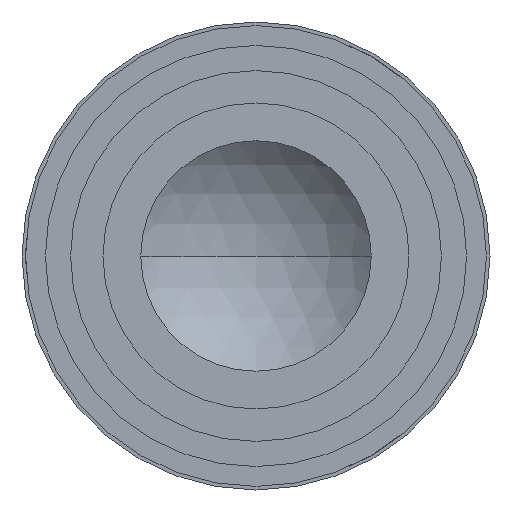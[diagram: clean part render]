
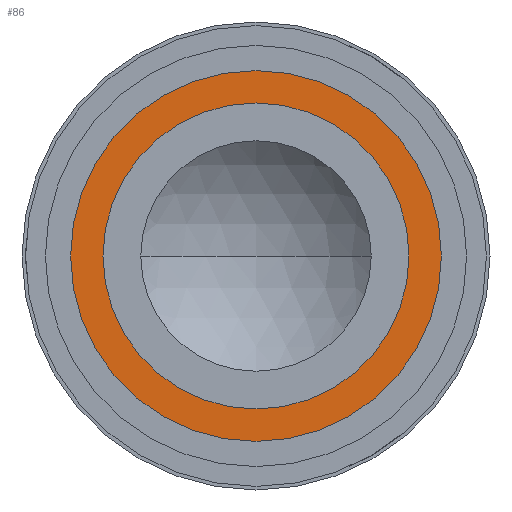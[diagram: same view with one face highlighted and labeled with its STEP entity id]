
A CAD part, left-side view. The second image highlights one B-rep face of the part: STEP entity #86.
In plain terms, the highlighted planar face has unit normal (-1, 0, 0).
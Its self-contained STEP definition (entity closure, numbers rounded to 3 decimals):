
#86 = ADVANCED_FACE ( 'NONE', ( #1246, #3732 ), #830, .F. ) ;
#106 = CARTESIAN_POINT ( 'NONE',  ( 5.5, 0., 42.1 ) ) ;
#433 = VERTEX_POINT ( 'NONE', #4126 ) ;
#571 = ORIENTED_EDGE ( 'NONE', *, *, #2886, .T. ) ;
#595 = DIRECTION ( 'NONE',  ( 0., 0., 1. ) ) ;
#640 = DIRECTION ( 'NONE',  ( -1., 0., 0. ) ) ;
#766 = CIRCLE ( 'NONE', #3535, 51.5 ) ;
#830 = PLANE ( 'NONE',  #1167 ) ;
#1030 = CARTESIAN_POINT ( 'NONE',  ( 5.5, 0., 0. ) ) ;
#1167 = AXIS2_PLACEMENT_3D ( 'NONE', #2083, #3322, #4556 ) ;
#1246 = FACE_OUTER_BOUND ( 'NONE', #4172, .T. ) ;
#1371 = AXIS2_PLACEMENT_3D ( 'NONE', #1448, #4733, #3951 ) ;
#1448 = CARTESIAN_POINT ( 'NONE',  ( 5.5, 0., 0. ) ) ;
#1632 = CIRCLE ( 'NONE', #2318, 42.1 ) ;
#1868 = EDGE_CURVE ( 'NONE', #433, #4220, #4038, .T. ) ;
#2083 = CARTESIAN_POINT ( 'NONE',  ( 5.5, 42.5, 0. ) ) ;
#2172 = EDGE_CURVE ( 'NONE', #3164, #4476, #3528, .T. ) ;
#2318 = AXIS2_PLACEMENT_3D ( 'NONE', #4846, #4868, #5339 ) ;
#2348 = ORIENTED_EDGE ( 'NONE', *, *, #1868, .T. ) ;
#2370 = ORIENTED_EDGE ( 'NONE', *, *, #2172, .F. ) ;
#2880 = CARTESIAN_POINT ( 'NONE',  ( 5.5, 0., 0. ) ) ;
#2886 = EDGE_CURVE ( 'NONE', #4220, #433, #766, .T. ) ;
#3164 = VERTEX_POINT ( 'NONE', #4247 ) ;
#3322 = DIRECTION ( 'NONE',  ( 1., 0., 0. ) ) ;
#3528 = CIRCLE ( 'NONE', #4547, 42.1 ) ;
#3534 = CARTESIAN_POINT ( 'NONE',  ( 5.5, 0., 51.5 ) ) ;
#3535 = AXIS2_PLACEMENT_3D ( 'NONE', #1030, #3544, #595 ) ;
#3544 = DIRECTION ( 'NONE',  ( -1., 0., 0. ) ) ;
#3732 = FACE_BOUND ( 'NONE', #3876, .T. ) ;
#3876 = EDGE_LOOP ( 'NONE', ( #4389, #2370 ) ) ;
#3951 = DIRECTION ( 'NONE',  ( 0., 0., 1. ) ) ;
#3988 = EDGE_CURVE ( 'NONE', #4476, #3164, #1632, .T. ) ;
#4038 = CIRCLE ( 'NONE', #1371, 51.5 ) ;
#4066 = DIRECTION ( 'NONE',  ( 0., 0., 1. ) ) ;
#4126 = CARTESIAN_POINT ( 'NONE',  ( 5.5, 0., -51.5 ) ) ;
#4172 = EDGE_LOOP ( 'NONE', ( #571, #2348 ) ) ;
#4220 = VERTEX_POINT ( 'NONE', #3534 ) ;
#4247 = CARTESIAN_POINT ( 'NONE',  ( 5.5, 0., -42.1 ) ) ;
#4389 = ORIENTED_EDGE ( 'NONE', *, *, #3988, .F. ) ;
#4476 = VERTEX_POINT ( 'NONE', #106 ) ;
#4547 = AXIS2_PLACEMENT_3D ( 'NONE', #2880, #640, #4066 ) ;
#4556 = DIRECTION ( 'NONE',  ( 0., 0., -1. ) ) ;
#4733 = DIRECTION ( 'NONE',  ( -1., 0., 0. ) ) ;
#4846 = CARTESIAN_POINT ( 'NONE',  ( 5.5, 0., 0. ) ) ;
#4868 = DIRECTION ( 'NONE',  ( -1., 0., 0. ) ) ;
#5339 = DIRECTION ( 'NONE',  ( 0., 0., 1. ) ) ;
